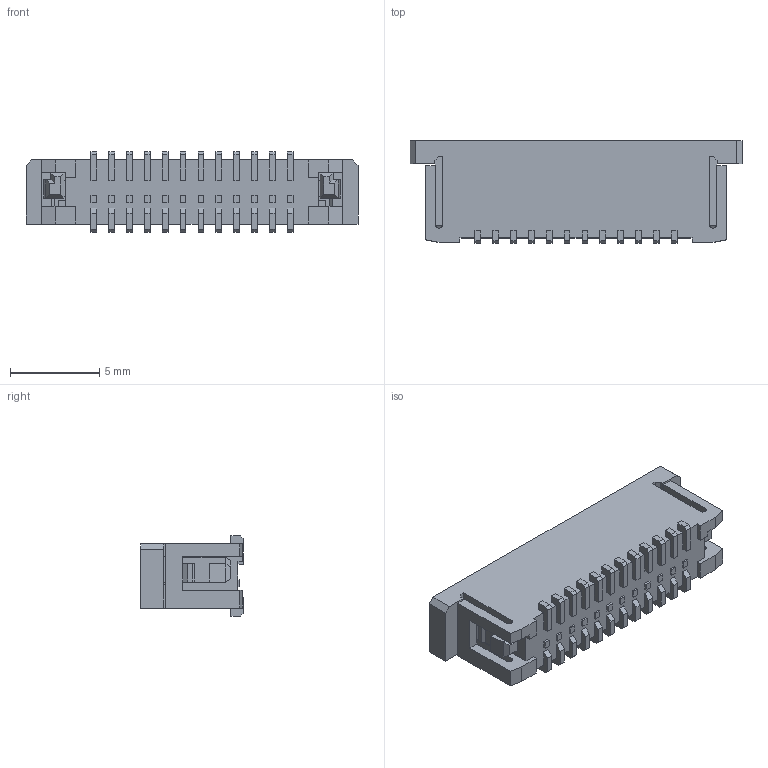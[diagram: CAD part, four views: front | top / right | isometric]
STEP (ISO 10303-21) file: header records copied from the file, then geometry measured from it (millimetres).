
FILE_DESCRIPTION( ( 'STEP AP214' ), '1' );
FILE_NAME( '526101272.stp', '2022-02-12T00:57:12', ( 'License CC BY-ND 4.0' ), ( 'CADENAS' ), ' ', 'PARTsolutions', ' ' );
FILE_SCHEMA( ( 'AUTOMOTIVE_DESIGN { 1 0 10303 214 1 1 1 1 }' ) );
Length unit declared in the file: millimetre
Products named in the file (2): 526101272; 1
Assembly tree (1 placements, depth 2):
  526101272
    1
Bounding box: 18.6 x 5.75 x 4.5 mm (x, y, z)
Volume: 300 mm3; surface area: 693 mm2
Topology: 1 solids, 1 shells, 477 faces, 1421 edges, 934 vertices
Faces by surface type: plane 448, cylinder 29
Entity records: 15791 total; most frequent: CARTESIAN_POINT 2849, ORIENTED_EDGE 2842, DIRECTION 2433, EDGE_CURVE 1421, LINE 1363, VECTOR 1363, VERTEX_POINT 934, AXIS2_PLACEMENT_3D 535
